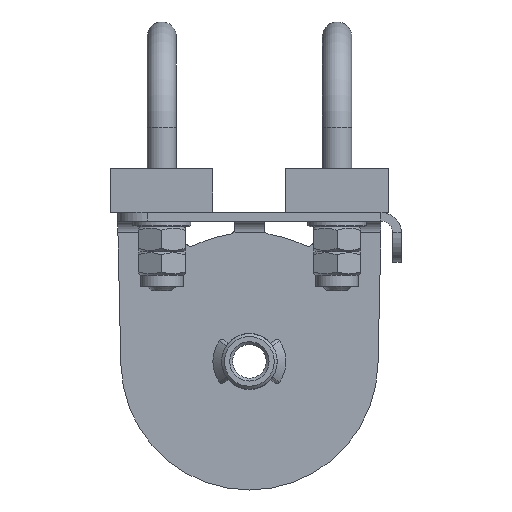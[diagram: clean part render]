
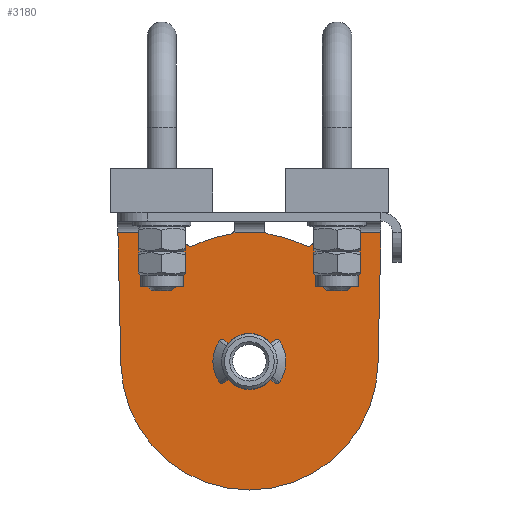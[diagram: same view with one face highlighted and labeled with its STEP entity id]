
A CAD part, front view. The second image highlights one B-rep face of the part: STEP entity #3180.
In plain terms, the highlighted planar face has unit normal (0, -1, 0).
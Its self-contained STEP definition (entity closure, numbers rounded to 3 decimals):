
#173=FACE_BOUND('',#564,.T.);
#240=PLANE('',#3421);
#365=FACE_OUTER_BOUND('',#563,.T.);
#563=EDGE_LOOP('',(#2334,#2335,#2336,#2337,#2338,#2339,#2340,#2341,#2342,
#2343,#2344,#2345,#2346,#2347,#2348,#2349));
#564=EDGE_LOOP('',(#2350));
#808=CIRCLE('',#3383,44.);
#810=CIRCLE('',#3386,2.);
#815=CIRCLE('',#3393,2.);
#816=CIRCLE('',#3395,2.);
#818=CIRCLE('',#3398,2.);
#820=CIRCLE('',#3401,44.);
#835=CIRCLE('',#3422,44.);
#836=CIRCLE('',#3423,9.6);
#946=LINE('',#4795,#1204);
#953=LINE('',#4867,#1211);
#967=LINE('',#4914,#1225);
#968=LINE('',#4916,#1226);
#969=LINE('',#4918,#1227);
#970=LINE('',#4922,#1228);
#971=LINE('',#4924,#1229);
#972=LINE('',#4925,#1230);
#973=LINE('',#4926,#1231);
#1204=VECTOR('',#3782,2.577);
#1211=VECTOR('',#3825,2.577);
#1225=VECTOR('',#3867,23.);
#1226=VECTOR('',#3868,0.042);
#1227=VECTOR('',#3869,44.961);
#1228=VECTOR('',#3872,44.961);
#1229=VECTOR('',#3873,0.042);
#1230=VECTOR('',#3874,23.);
#1231=VECTOR('',#3875,11.272);
#1500=VERTEX_POINT('',#4778);
#1501=VERTEX_POINT('',#4779);
#1504=VERTEX_POINT('',#4787);
#1506=VERTEX_POINT('',#4793);
#1509=VERTEX_POINT('',#4810);
#1513=VERTEX_POINT('',#4833);
#1514=VERTEX_POINT('',#4842);
#1516=VERTEX_POINT('',#4848);
#1517=VERTEX_POINT('',#4849);
#1521=VERTEX_POINT('',#4866);
#1540=VERTEX_POINT('',#4913);
#1541=VERTEX_POINT('',#4915);
#1542=VERTEX_POINT('',#4917);
#1543=VERTEX_POINT('',#4919);
#1544=VERTEX_POINT('',#4921);
#1545=VERTEX_POINT('',#4923);
#1546=VERTEX_POINT('',#4927);
#1809=EDGE_CURVE('',#1500,#1501,#808,.T.);
#1813=EDGE_CURVE('',#1501,#1504,#810,.T.);
#1817=EDGE_CURVE('',#1504,#1506,#946,.T.);
#1822=EDGE_CURVE('',#1509,#1500,#815,.T.);
#1827=EDGE_CURVE('',#1514,#1513,#816,.T.);
#1830=EDGE_CURVE('',#1516,#1517,#818,.T.);
#1834=EDGE_CURVE('',#1517,#1514,#820,.T.);
#1840=EDGE_CURVE('',#1521,#1516,#953,.T.);
#1864=EDGE_CURVE('',#1506,#1540,#967,.T.);
#1865=EDGE_CURVE('',#1541,#1540,#968,.T.);
#1866=EDGE_CURVE('',#1542,#1541,#969,.T.);
#1867=EDGE_CURVE('',#1543,#1542,#835,.T.);
#1868=EDGE_CURVE('',#1544,#1543,#970,.T.);
#1869=EDGE_CURVE('',#1544,#1545,#971,.T.);
#1870=EDGE_CURVE('',#1545,#1521,#972,.T.);
#1871=EDGE_CURVE('',#1513,#1509,#973,.T.);
#1872=EDGE_CURVE('',#1546,#1546,#836,.T.);
#2334=ORIENTED_EDGE('',*,*,#1822,.T.);
#2335=ORIENTED_EDGE('',*,*,#1809,.T.);
#2336=ORIENTED_EDGE('',*,*,#1813,.T.);
#2337=ORIENTED_EDGE('',*,*,#1817,.T.);
#2338=ORIENTED_EDGE('',*,*,#1864,.T.);
#2339=ORIENTED_EDGE('',*,*,#1865,.F.);
#2340=ORIENTED_EDGE('',*,*,#1866,.F.);
#2341=ORIENTED_EDGE('',*,*,#1867,.F.);
#2342=ORIENTED_EDGE('',*,*,#1868,.F.);
#2343=ORIENTED_EDGE('',*,*,#1869,.T.);
#2344=ORIENTED_EDGE('',*,*,#1870,.T.);
#2345=ORIENTED_EDGE('',*,*,#1840,.T.);
#2346=ORIENTED_EDGE('',*,*,#1830,.T.);
#2347=ORIENTED_EDGE('',*,*,#1834,.T.);
#2348=ORIENTED_EDGE('',*,*,#1827,.T.);
#2349=ORIENTED_EDGE('',*,*,#1871,.T.);
#2350=ORIENTED_EDGE('',*,*,#1872,.T.);
#3180=ADVANCED_FACE('',(#365,#173),#240,.F.);
#3383=AXIS2_PLACEMENT_3D('',#4780,#3765,#3766);
#3386=AXIS2_PLACEMENT_3D('',#4788,#3773,#3774);
#3393=AXIS2_PLACEMENT_3D('',#4811,#3790,#3791);
#3395=AXIS2_PLACEMENT_3D('',#4843,#3795,#3796);
#3398=AXIS2_PLACEMENT_3D('',#4850,#3802,#3803);
#3401=AXIS2_PLACEMENT_3D('',#4857,#3810,#3811);
#3421=AXIS2_PLACEMENT_3D('',#4912,#3865,#3866);
#3422=AXIS2_PLACEMENT_3D('',#4920,#3870,#3871);
#3423=AXIS2_PLACEMENT_3D('',#4928,#3876,#3877);
#3765=DIRECTION('center_axis',(0.,-1.,0.));
#3766=DIRECTION('ref_axis',(0.435,0.,-0.901));
#3773=DIRECTION('center_axis',(0.,1.,0.));
#3774=DIRECTION('ref_axis',(0.435,0.,-0.901));
#3782=DIRECTION('',(0.,0.,1.));
#3790=DIRECTION('center_axis',(0.,1.,0.));
#3791=DIRECTION('ref_axis',(1.,0.,0.));
#3795=DIRECTION('center_axis',(0.,1.,0.));
#3796=DIRECTION('ref_axis',(-0.152,0.,-0.988));
#3802=DIRECTION('center_axis',(0.,1.,0.));
#3803=DIRECTION('ref_axis',(1.,0.,0.));
#3810=DIRECTION('center_axis',(0.,-1.,0.));
#3811=DIRECTION('ref_axis',(-0.152,0.,-0.988));
#3825=DIRECTION('',(0.,0.,-1.));
#3865=DIRECTION('center_axis',(0.,1.,0.));
#3866=DIRECTION('ref_axis',(1.,0.,0.));
#3867=DIRECTION('',(-1.,0.,0.));
#3868=DIRECTION('',(0.,0.,1.));
#3869=DIRECTION('',(-0.022,0.,1.));
#3870=DIRECTION('center_axis',(0.,1.,0.));
#3871=DIRECTION('ref_axis',(1.,0.,-0.022));
#3872=DIRECTION('',(-0.022,0.,-1.));
#3873=DIRECTION('',(0.,0.,1.));
#3874=DIRECTION('',(-1.,0.,0.));
#3875=DIRECTION('',(-1.,0.,0.));
#3876=DIRECTION('center_axis',(0.,1.,0.));
#3877=DIRECTION('ref_axis',(-1.,0.,0.));
#4778=CARTESIAN_POINT('',(38.304,104.002,-4.514));
#4779=CARTESIAN_POINT('',(25.87,104.002,-8.378));
#4780=CARTESIAN_POINT('Origin',(45.,104.002,-48.002));
#4787=CARTESIAN_POINT('',(23.,104.002,-6.577));
#4788=CARTESIAN_POINT('Origin',(25.,104.002,-6.577));
#4793=CARTESIAN_POINT('',(23.,104.002,-4.));
#4795=CARTESIAN_POINT('',(23.,104.002,22.868));
#4810=CARTESIAN_POINT('',(39.364,104.002,-4.));
#4811=CARTESIAN_POINT('Origin',(38.,104.002,-2.537));
#4833=CARTESIAN_POINT('',(50.636,104.002,-4.));
#4842=CARTESIAN_POINT('',(51.696,104.002,-4.514));
#4843=CARTESIAN_POINT('Origin',(52.,104.002,-2.537));
#4848=CARTESIAN_POINT('',(67.,104.002,-6.577));
#4849=CARTESIAN_POINT('',(64.13,104.002,-8.378));
#4850=CARTESIAN_POINT('Origin',(65.,104.002,-6.577));
#4857=CARTESIAN_POINT('Origin',(45.,104.002,-48.002));
#4866=CARTESIAN_POINT('',(67.,104.002,-4.));
#4867=CARTESIAN_POINT('',(67.,104.002,4.713));
#4912=CARTESIAN_POINT('Origin',(51.224,104.002,16.003));
#4913=CARTESIAN_POINT('',(0.,104.002,-4.));
#4914=CARTESIAN_POINT('',(25.612,104.002,-4.));
#4915=CARTESIAN_POINT('',(0.,104.002,-4.042));
#4916=CARTESIAN_POINT('',(0.,104.002,-4.042));
#4917=CARTESIAN_POINT('',(1.011,104.002,-48.991));
#4918=CARTESIAN_POINT('',(1.011,104.002,-48.991));
#4919=CARTESIAN_POINT('',(88.989,104.002,-48.991));
#4920=CARTESIAN_POINT('Origin',(45.,104.002,-48.002));
#4921=CARTESIAN_POINT('',(90.,104.002,-4.042));
#4922=CARTESIAN_POINT('',(90.,104.002,-4.042));
#4923=CARTESIAN_POINT('',(90.,104.002,-4.));
#4924=CARTESIAN_POINT('',(90.,104.002,60.181));
#4925=CARTESIAN_POINT('',(25.612,104.002,-4.));
#4926=CARTESIAN_POINT('',(25.612,104.002,-4.));
#4927=CARTESIAN_POINT('',(54.6,104.002,-48.002));
#4928=CARTESIAN_POINT('Origin',(45.,104.002,-48.002));
